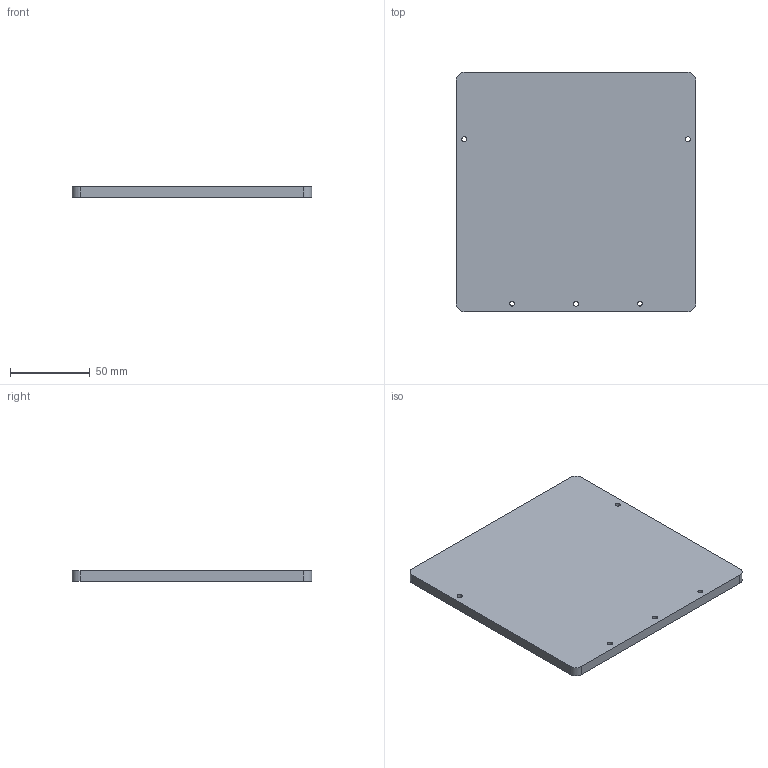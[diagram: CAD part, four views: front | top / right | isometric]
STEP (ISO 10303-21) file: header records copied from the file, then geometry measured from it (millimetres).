
FILE_DESCRIPTION(/* description */ (''),/* implementation_level */ '2;1');
FILE_NAME(/* name */ '150mm MIC6 (1).stp',/* time_stamp */ '2022-02-02T23:51:30-05:00',/* author */ ('bert'),/* organization */ (''),/* preprocessor_version */ 'ST-DEVELOPER v18.1',/* originating_system */ 'Autodesk Inventor 2022',/* authorisation */ '');
FILE_SCHEMA (('AUTOMOTIVE_DESIGN { 1 0 10303 214 3 1 1 }'));
Length unit declared in the file: millimetre
Products named in the file (1): 150mm MIC6 (1)
Bounding box: 150 x 150 x 6.35 mm (x, y, z)
Volume: 142319.6 mm3; surface area: 49025.7 mm2
Topology: 1 solids, 1 shells, 21 faces, 48 edges, 32 vertices
Faces by surface type: cylinder 12, plane 9
Full cylindrical faces by diameter (mm): 3 x2, 3.2 x3, 5.8 x3
Entity records: 676 total; most frequent: DIRECTION 116, CARTESIAN_POINT 102, ORIENTED_EDGE 96, EDGE_CURVE 48, AXIS2_PLACEMENT_3D 46, EDGE_LOOP 34, VERTEX_POINT 32, LINE 24
